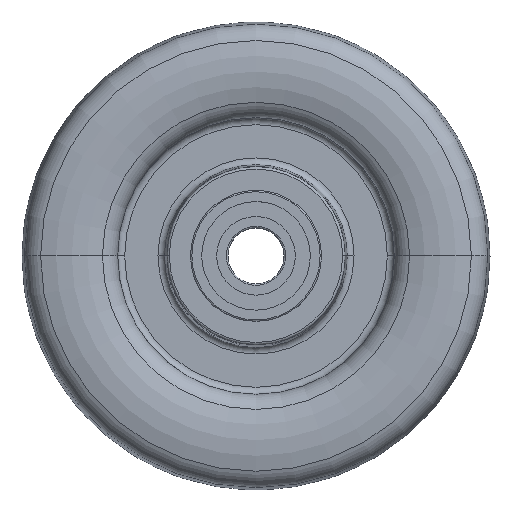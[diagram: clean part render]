
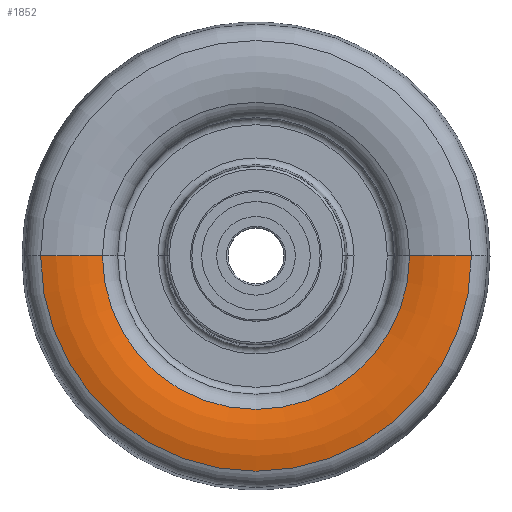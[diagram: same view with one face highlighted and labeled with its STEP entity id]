
A CAD part, top view. The second image highlights one B-rep face of the part: STEP entity #1852.
In plain terms, the highlighted toroidal (fillet/blend) face has major radius 40.004 mm and minor radius 20 mm.
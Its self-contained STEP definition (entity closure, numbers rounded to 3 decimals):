
#12 = CARTESIAN_POINT ( 'NONE',  ( 0., 0., -3.537 ) ) ;
#21 = DIRECTION ( 'NONE',  ( 0., -1., 0. ) ) ;
#81 = AXIS2_PLACEMENT_3D ( 'NONE', #2842, #1988, #2917 ) ;
#101 = DIRECTION ( 'NONE',  ( 1., 0., 0. ) ) ;
#151 = FACE_OUTER_BOUND ( 'NONE', #2011, .T. ) ;
#152 = VERTEX_POINT ( 'NONE', #292 ) ;
#220 = EDGE_CURVE ( 'NONE', #506, #152, #2235, .T. ) ;
#247 = CIRCLE ( 'NONE', #2985, 46.021 ) ;
#292 = CARTESIAN_POINT ( 'NONE',  ( -32.814, 0., -3.537 ) ) ;
#506 = VERTEX_POINT ( 'NONE', #1147 ) ;
#593 = AXIS2_PLACEMENT_3D ( 'NONE', #12, #2328, #881 ) ;
#690 = CARTESIAN_POINT ( 'NONE',  ( 0., 0., -3.126 ) ) ;
#881 = DIRECTION ( 'NONE',  ( -1., 0., 0. ) ) ;
#1003 = DIRECTION ( 'NONE',  ( -1., 0., 0. ) ) ;
#1147 = CARTESIAN_POINT ( 'NONE',  ( 32.814, 0., -3.537 ) ) ;
#1169 = EDGE_CURVE ( 'NONE', #2529, #1578, #247, .T. ) ;
#1260 = CARTESIAN_POINT ( 'NONE',  ( 40.004, 0., -22.2 ) ) ;
#1432 = ORIENTED_EDGE ( 'NONE', *, *, #220, .T. ) ;
#1452 = CARTESIAN_POINT ( 'NONE',  ( 46.021, 0., -3.126 ) ) ;
#1578 = VERTEX_POINT ( 'NONE', #2655 ) ;
#1852 = ADVANCED_FACE ( 'NONE', ( #151 ), #2252, .T. ) ;
#1896 = DIRECTION ( 'NONE',  ( -1., 0., 0. ) ) ;
#1901 = AXIS2_PLACEMENT_3D ( 'NONE', #1260, #21, #101 ) ;
#1988 = DIRECTION ( 'NONE',  ( 0., 1., 0. ) ) ;
#2011 = EDGE_LOOP ( 'NONE', ( #3285, #2032, #1432, #2975 ) ) ;
#2032 = ORIENTED_EDGE ( 'NONE', *, *, #3251, .T. ) ;
#2159 = DIRECTION ( 'NONE',  ( 0., 0., 1. ) ) ;
#2235 = CIRCLE ( 'NONE', #593, 32.814 ) ;
#2252 = TOROIDAL_SURFACE ( 'NONE', #3711, 40.004, 20. ) ;
#2265 = CIRCLE ( 'NONE', #81, 20. ) ;
#2328 = DIRECTION ( 'NONE',  ( 0., 0., -1. ) ) ;
#2389 = CIRCLE ( 'NONE', #1901, 20. ) ;
#2408 = DIRECTION ( 'NONE',  ( 0., 0., -1. ) ) ;
#2468 = CARTESIAN_POINT ( 'NONE',  ( 0., 0., -22.2 ) ) ;
#2529 = VERTEX_POINT ( 'NONE', #1452 ) ;
#2655 = CARTESIAN_POINT ( 'NONE',  ( -46.021, 0., -3.126 ) ) ;
#2842 = CARTESIAN_POINT ( 'NONE',  ( -40.004, 0., -22.2 ) ) ;
#2917 = DIRECTION ( 'NONE',  ( 0., 0., 1. ) ) ;
#2975 = ORIENTED_EDGE ( 'NONE', *, *, #2981, .F. ) ;
#2981 = EDGE_CURVE ( 'NONE', #1578, #152, #2265, .T. ) ;
#2985 = AXIS2_PLACEMENT_3D ( 'NONE', #690, #2408, #1003 ) ;
#3251 = EDGE_CURVE ( 'NONE', #2529, #506, #2389, .T. ) ;
#3285 = ORIENTED_EDGE ( 'NONE', *, *, #1169, .F. ) ;
#3711 = AXIS2_PLACEMENT_3D ( 'NONE', #2468, #2159, #1896 ) ;
